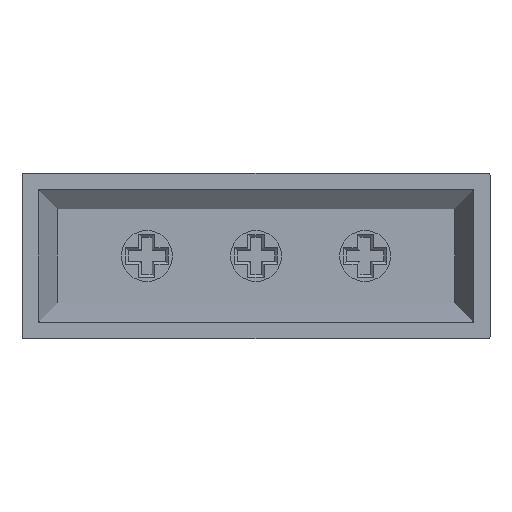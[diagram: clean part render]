
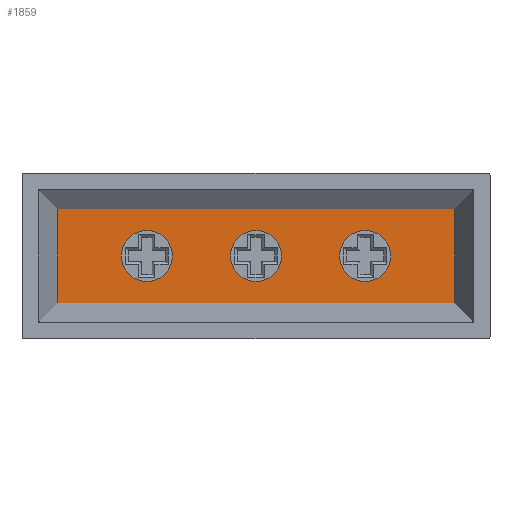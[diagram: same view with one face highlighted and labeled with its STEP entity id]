
A CAD part, front view. The second image highlights one B-rep face of the part: STEP entity #1859.
In plain terms, the highlighted planar face has unit normal (0, -1, 0).
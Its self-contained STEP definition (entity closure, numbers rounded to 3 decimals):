
#60=FACE_BOUND('',#300,.T.);
#61=FACE_BOUND('',#301,.T.);
#62=FACE_BOUND('',#302,.T.);
#65=CIRCLE('',#1897,2.8);
#67=CIRCLE('',#1926,2.8);
#69=CIRCLE('',#1955,2.8);
#185=FACE_OUTER_BOUND('',#299,.T.);
#299=EDGE_LOOP('',(#1626,#1627,#1628,#1629));
#300=EDGE_LOOP('',(#1630));
#301=EDGE_LOOP('',(#1631));
#302=EDGE_LOOP('',(#1632));
#499=LINE('',#2860,#715);
#513=LINE('',#3648,#729);
#517=LINE('',#3939,#733);
#518=LINE('',#3940,#734);
#715=VECTOR('',#2370,10.);
#729=VECTOR('',#2414,10.);
#733=VECTOR('',#2422,10.);
#734=VECTOR('',#2423,10.);
#780=VERTEX_POINT('',#2576);
#818=VERTEX_POINT('',#2703);
#856=VERTEX_POINT('',#2830);
#867=VERTEX_POINT('',#2857);
#868=VERTEX_POINT('',#2859);
#894=VERTEX_POINT('',#3647);
#898=VERTEX_POINT('',#3938);
#964=EDGE_CURVE('',#780,#780,#65,.T.);
#1026=EDGE_CURVE('',#818,#818,#67,.T.);
#1088=EDGE_CURVE('',#856,#856,#69,.T.);
#1101=EDGE_CURVE('',#867,#868,#499,.T.);
#1140=EDGE_CURVE('',#868,#894,#513,.T.);
#1147=EDGE_CURVE('',#898,#867,#517,.T.);
#1148=EDGE_CURVE('',#894,#898,#518,.T.);
#1626=ORIENTED_EDGE('',*,*,#1147,.F.);
#1627=ORIENTED_EDGE('',*,*,#1148,.F.);
#1628=ORIENTED_EDGE('',*,*,#1140,.F.);
#1629=ORIENTED_EDGE('',*,*,#1101,.F.);
#1630=ORIENTED_EDGE('',*,*,#964,.T.);
#1631=ORIENTED_EDGE('',*,*,#1026,.T.);
#1632=ORIENTED_EDGE('',*,*,#1088,.T.);
#1753=PLANE('',#1980);
#1859=ADVANCED_FACE('',(#185,#60,#61,#62),#1753,.F.);
#1897=AXIS2_PLACEMENT_3D('',#2577,#2108,#2109);
#1926=AXIS2_PLACEMENT_3D('',#2704,#2226,#2227);
#1955=AXIS2_PLACEMENT_3D('',#2831,#2344,#2345);
#1980=AXIS2_PLACEMENT_3D('',#3937,#2420,#2421);
#2108=DIRECTION('center_axis',(0.,1.,0.));
#2109=DIRECTION('ref_axis',(1.,0.,0.));
#2226=DIRECTION('center_axis',(0.,1.,0.));
#2227=DIRECTION('ref_axis',(1.,0.,0.));
#2344=DIRECTION('center_axis',(0.,1.,0.));
#2345=DIRECTION('ref_axis',(1.,0.,0.));
#2370=DIRECTION('',(0.,0.,1.));
#2414=DIRECTION('',(1.,0.,0.));
#2420=DIRECTION('center_axis',(0.,1.,0.));
#2421=DIRECTION('ref_axis',(0.,0.,1.));
#2422=DIRECTION('',(-1.,0.,0.));
#2423=DIRECTION('',(0.,0.,-1.));
#2576=CARTESIAN_POINT('',(9.2,5.7,0.));
#2577=CARTESIAN_POINT('Origin',(12.,5.7,0.));
#2703=CARTESIAN_POINT('',(-2.8,5.7,0.));
#2704=CARTESIAN_POINT('Origin',(0.,5.7,0.));
#2830=CARTESIAN_POINT('',(-14.8,5.7,0.));
#2831=CARTESIAN_POINT('Origin',(-12.,5.7,0.));
#2857=CARTESIAN_POINT('',(-21.825,5.7,-5.2));
#2859=CARTESIAN_POINT('',(-21.825,5.7,5.2));
#2860=CARTESIAN_POINT('',(-21.825,5.7,-5.2));
#3647=CARTESIAN_POINT('',(21.825,5.7,5.2));
#3648=CARTESIAN_POINT('',(11.425,5.7,5.2));
#3937=CARTESIAN_POINT('Origin',(16.625,5.7,0.));
#3938=CARTESIAN_POINT('',(21.825,5.7,-5.2));
#3939=CARTESIAN_POINT('',(21.825,5.7,-5.2));
#3940=CARTESIAN_POINT('',(21.825,5.7,5.2));
